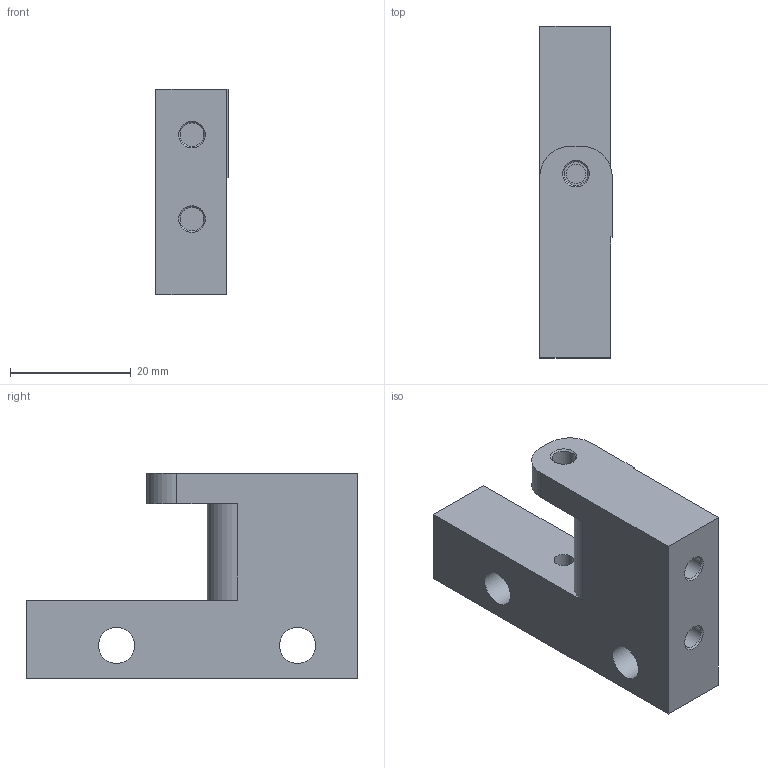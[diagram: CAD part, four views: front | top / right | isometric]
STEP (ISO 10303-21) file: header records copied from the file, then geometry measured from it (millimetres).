
FILE_DESCRIPTION(/* description */ (''),/* implementation_level */ '2;1');
FILE_NAME(/* name */ '',/* time_stamp */ '2024-01-27T11:08:39+03:00',/* author */ (''),/* organization */ (''),/* preprocessor_version */ 'ST-DEVELOPER v20',/* originating_system */ 'Autodesk Translation Framework v12.14.0.127',/* authorisation */ '');
FILE_SCHEMA (('AUTOMOTIVE_DESIGN { 1 0 10303 214 3 1 1 }'));
Length unit declared in the file: millimetre
Products named in the file (1): Кронштейн_01
Bounding box: 12 x 55 x 34 mm (x, y, z)
Volume: 13987 mm3; surface area: 5460.3 mm2
Topology: 1 solids, 1 shells, 32 faces, 73 edges, 47 vertices
Faces by surface type: plane 17, cylinder 11, cone 4
Full cylindrical faces by diameter (mm): 3.2 x1, 3.9 x4, 6 x2
Entity records: 956 total; most frequent: DIRECTION 166, CARTESIAN_POINT 153, ORIENTED_EDGE 146, EDGE_CURVE 73, AXIS2_PLACEMENT_3D 60, VERTEX_POINT 47, LINE 46, VECTOR 46
